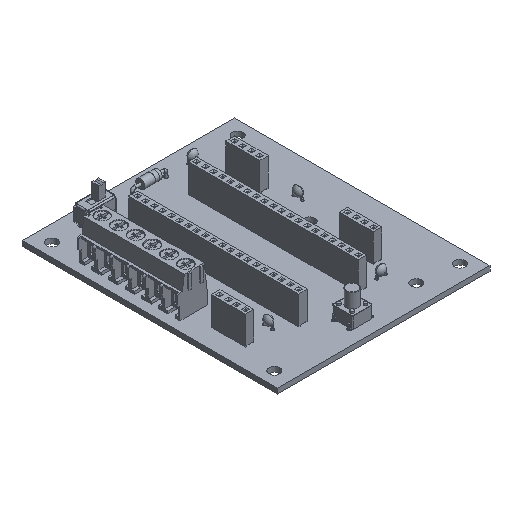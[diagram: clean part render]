
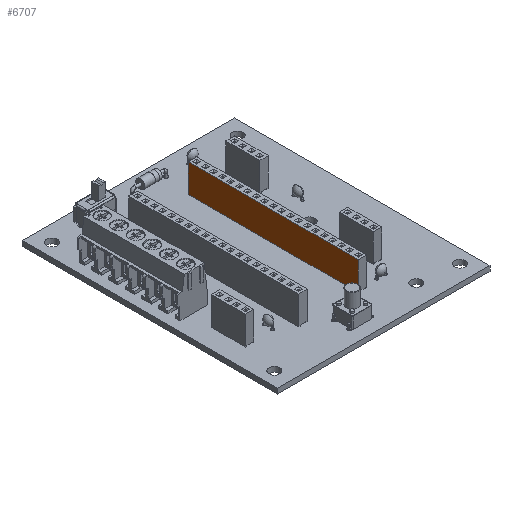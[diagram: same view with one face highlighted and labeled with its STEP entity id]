
A CAD part, isometric view. The second image highlights one B-rep face of the part: STEP entity #6707.
In plain terms, the highlighted planar face has unit normal (-1, 0, 0).
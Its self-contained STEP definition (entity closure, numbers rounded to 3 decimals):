
#4484 = VERTEX_POINT('',#4485);
#4485 = CARTESIAN_POINT('',(-1.27,-49.53,0.));
#4493 = EDGE_CURVE('',#4484,#4494,#4496,.T.);
#4494 = VERTEX_POINT('',#4495);
#4495 = CARTESIAN_POINT('',(-1.27,-49.53,8.5));
#4496 = LINE('',#4497,#4498);
#4497 = CARTESIAN_POINT('',(-1.27,-49.53,0.));
#4498 = VECTOR('',#4499,1.);
#4499 = DIRECTION('',(0.,0.,1.));
#4556 = VERTEX_POINT('',#4557);
#4557 = CARTESIAN_POINT('',(-1.27,1.27,8.5));
#4563 = EDGE_CURVE('',#4564,#4556,#4566,.T.);
#4564 = VERTEX_POINT('',#4565);
#4565 = CARTESIAN_POINT('',(-1.27,1.27,0.));
#4566 = LINE('',#4567,#4568);
#4567 = CARTESIAN_POINT('',(-1.27,1.27,0.));
#4568 = VECTOR('',#4569,1.);
#4569 = DIRECTION('',(0.,0.,1.));
#4628 = EDGE_CURVE('',#4556,#4494,#4629,.T.);
#4629 = LINE('',#4630,#4631);
#4630 = CARTESIAN_POINT('',(-1.27,1.27,8.5));
#4631 = VECTOR('',#4632,1.);
#4632 = DIRECTION('',(0.,-1.,0.));
#5331 = EDGE_CURVE('',#4564,#4484,#5332,.T.);
#5332 = LINE('',#5333,#5334);
#5333 = CARTESIAN_POINT('',(-1.27,1.27,0.));
#5334 = VECTOR('',#5335,1.);
#5335 = DIRECTION('',(0.,-1.,0.));
#6707 = ADVANCED_FACE('',(#6708),#6714,.F.);
#6708 = FACE_BOUND('',#6709,.F.);
#6709 = EDGE_LOOP('',(#6710,#6711,#6712,#6713));
#6710 = ORIENTED_EDGE('',*,*,#4563,.T.);
#6711 = ORIENTED_EDGE('',*,*,#4628,.T.);
#6712 = ORIENTED_EDGE('',*,*,#4493,.F.);
#6713 = ORIENTED_EDGE('',*,*,#5331,.F.);
#6714 = PLANE('',#6715);
#6715 = AXIS2_PLACEMENT_3D('',#6716,#6717,#6718);
#6716 = CARTESIAN_POINT('',(-1.27,1.27,0.));
#6717 = DIRECTION('',(1.,0.,0.));
#6718 = DIRECTION('',(0.,-1.,0.));
